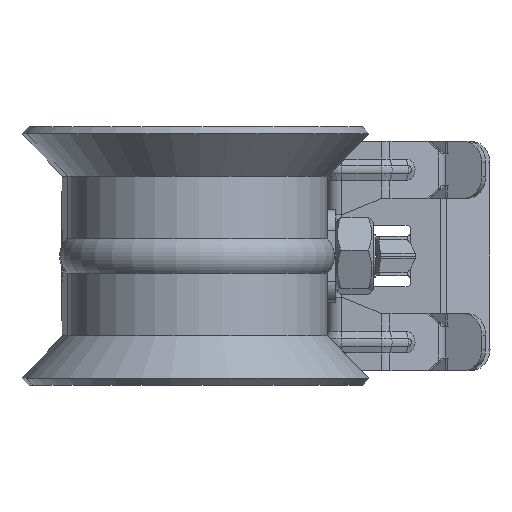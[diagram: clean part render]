
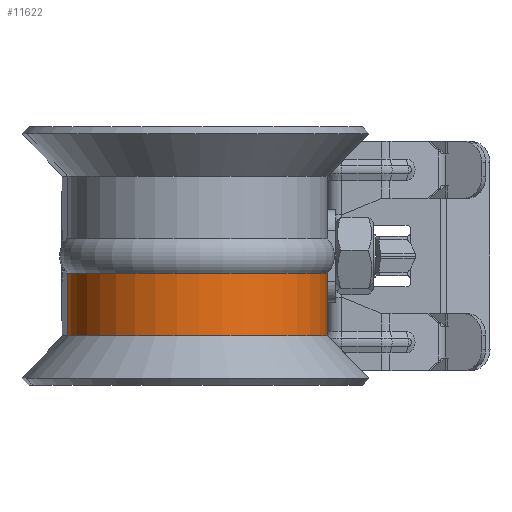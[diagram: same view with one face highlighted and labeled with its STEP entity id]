
A CAD part, front view. The second image highlights one B-rep face of the part: STEP entity #11622.
In plain terms, the highlighted cylindrical face has radius 18.05 mm (diameter 36.1 mm), a partial arc.
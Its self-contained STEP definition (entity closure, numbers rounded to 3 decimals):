
#297 = DIRECTION ( 'NONE',  ( 0., 0., -1. ) ) ;
#517 = EDGE_LOOP ( 'NONE', ( #7864, #13539, #3803, #6261 ) ) ;
#614 = CARTESIAN_POINT ( 'NONE',  ( -18.05, -89.25, -11.1 ) ) ;
#946 = AXIS2_PLACEMENT_3D ( 'NONE', #8968, #297, #12271 ) ;
#1160 = CARTESIAN_POINT ( 'NONE',  ( 0., -89.25, -11.1 ) ) ;
#1422 = VERTEX_POINT ( 'NONE', #7811 ) ;
#1696 = CARTESIAN_POINT ( 'NONE',  ( 0., -89.25, -2.4 ) ) ;
#1863 = EDGE_CURVE ( 'NONE', #3496, #6980, #4623, .T. ) ;
#2079 = CARTESIAN_POINT ( 'NONE',  ( -36.092, -89.77, -11.1 ) ) ;
#2165 = CARTESIAN_POINT ( 'NONE',  ( -36.092, -89.77, -2.4 ) ) ;
#2268 = CARTESIAN_POINT ( 'NONE',  ( 0., -89.25, -11.1 ) ) ;
#3254 = DIRECTION ( 'NONE',  ( -1., 0., 0. ) ) ;
#3434 = CARTESIAN_POINT ( 'NONE',  ( -18.05, -89.25, -2.4 ) ) ;
#3496 = VERTEX_POINT ( 'NONE', #1696 ) ;
#3803 = ORIENTED_EDGE ( 'NONE', *, *, #11085, .F. ) ;
#4016 = LINE ( 'NONE', #2079, #12192 ) ;
#4623 = LINE ( 'NONE', #2268, #7080 ) ;
#5727 = CYLINDRICAL_SURFACE ( 'NONE', #946, 18.05 ) ;
#6261 = ORIENTED_EDGE ( 'NONE', *, *, #1863, .F. ) ;
#6980 = VERTEX_POINT ( 'NONE', #1160 ) ;
#7080 = VECTOR ( 'NONE', #7931, 1000. ) ;
#7151 = CIRCLE ( 'NONE', #10348, 18.05 ) ;
#7811 = CARTESIAN_POINT ( 'NONE',  ( -36.092, -89.77, -11.1 ) ) ;
#7813 = DIRECTION ( 'NONE',  ( -1., 0., 0. ) ) ;
#7864 = ORIENTED_EDGE ( 'NONE', *, *, #8620, .T. ) ;
#7931 = DIRECTION ( 'NONE',  ( 0., 0., -1. ) ) ;
#8105 = FACE_OUTER_BOUND ( 'NONE', #517, .T. ) ;
#8254 = VERTEX_POINT ( 'NONE', #2165 ) ;
#8438 = EDGE_CURVE ( 'NONE', #8254, #1422, #4016, .T. ) ;
#8620 = EDGE_CURVE ( 'NONE', #3496, #8254, #7151, .T. ) ;
#8944 = AXIS2_PLACEMENT_3D ( 'NONE', #614, #9358, #3254 ) ;
#8968 = CARTESIAN_POINT ( 'NONE',  ( -18.05, -89.25, 0. ) ) ;
#9358 = DIRECTION ( 'NONE',  ( 0., 0., -1. ) ) ;
#9397 = CIRCLE ( 'NONE', #8944, 18.05 ) ;
#10348 = AXIS2_PLACEMENT_3D ( 'NONE', #3434, #12125, #7813 ) ;
#11085 = EDGE_CURVE ( 'NONE', #6980, #1422, #9397, .T. ) ;
#11622 = ADVANCED_FACE ( 'NONE', ( #8105 ), #5727, .T. ) ;
#12125 = DIRECTION ( 'NONE',  ( 0., 0., -1. ) ) ;
#12192 = VECTOR ( 'NONE', #12925, 1000. ) ;
#12271 = DIRECTION ( 'NONE',  ( -1., 0., 0. ) ) ;
#12925 = DIRECTION ( 'NONE',  ( 0., 0., -1. ) ) ;
#13539 = ORIENTED_EDGE ( 'NONE', *, *, #8438, .T. ) ;
